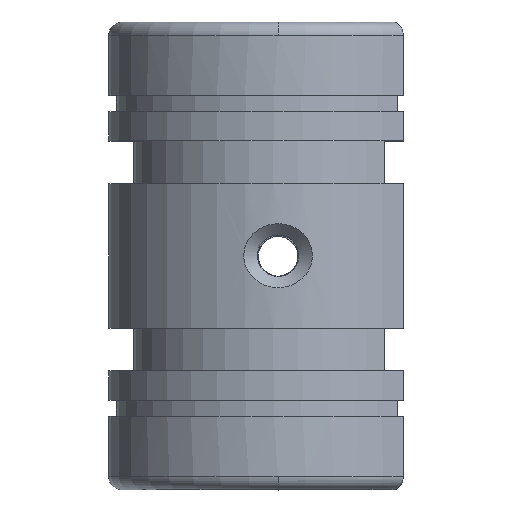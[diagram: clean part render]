
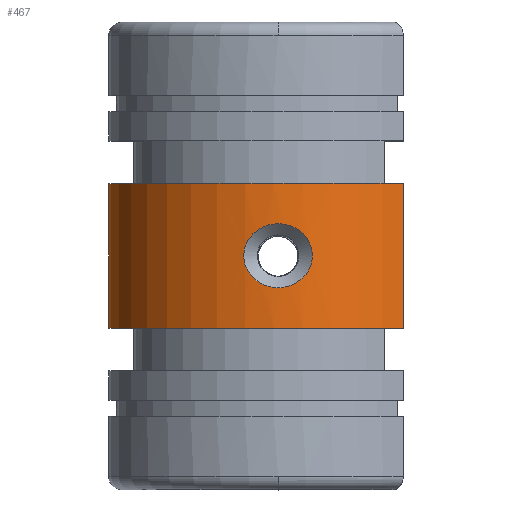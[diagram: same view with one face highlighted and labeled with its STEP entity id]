
A CAD part, top view. The second image highlights one B-rep face of the part: STEP entity #467.
In plain terms, the highlighted cylindrical face has radius 12.968 mm (diameter 25.936 mm), a partial arc.
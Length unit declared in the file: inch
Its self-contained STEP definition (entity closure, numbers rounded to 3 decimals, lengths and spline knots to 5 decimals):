
#383=CARTESIAN_POINT('',(0.,-0.16602,0.0));
#384=DIRECTION('',(0.,-1.0,0.0));
#385=DIRECTION('',(1.0,0.0,0.0));
#386=AXIS2_PLACEMENT_3D('',#383,#384,#385);
#387=CYLINDRICAL_SURFACE('',#386,0.51055);
#388=CARTESIAN_POINT('',(-0.51055,-0.38432,0.));
#389=VERTEX_POINT('',#388);
#390=CARTESIAN_POINT('',(-0.51055,0.05228,0.));
#391=VERTEX_POINT('',#390);
#392=CARTESIAN_POINT('',(-0.51055,-0.38432,0.));
#393=DIRECTION('',(0.0,1.0,0.0));
#394=VECTOR('',#393,0.4366);
#395=LINE('',#392,#394);
#396=EDGE_CURVE('',#389,#391,#395,.T.);
#397=ORIENTED_EDGE('',*,*,#396,.F.);
#398=CARTESIAN_POINT('',(0.37757,-0.38432,0.34366));
#399=VERTEX_POINT('',#398);
#400=CARTESIAN_POINT('',(0.,-0.38432,0.0));
#401=DIRECTION('',(0.0,-1.0,0.0));
#402=DIRECTION('',(1.0,0.0,0.0));
#403=AXIS2_PLACEMENT_3D('',#400,#401,#402);
#404=CIRCLE('',#403,0.51055);
#405=EDGE_CURVE('',#399,#389,#404,.T.);
#406=ORIENTED_EDGE('',*,*,#405,.F.);
#407=CARTESIAN_POINT('',(0.37757,0.05228,0.34366));
#408=VERTEX_POINT('',#407);
#409=CARTESIAN_POINT('',(0.37757,-0.38432,0.34366));
#410=DIRECTION('',(0.0,1.0,0.0));
#411=VECTOR('',#410,0.4366);
#412=LINE('',#409,#411);
#413=EDGE_CURVE('',#399,#408,#412,.T.);
#414=ORIENTED_EDGE('',*,*,#413,.T.);
#415=CARTESIAN_POINT('',(0.,0.05228,0.0));
#416=DIRECTION('',(0.0,-1.0,0.0));
#417=DIRECTION('',(1.0,0.0,0.0));
#418=AXIS2_PLACEMENT_3D('',#415,#416,#417);
#419=CIRCLE('',#418,0.51055);
#420=EDGE_CURVE('',#408,#391,#419,.T.);
#421=ORIENTED_EDGE('',*,*,#420,.T.);
#422=EDGE_LOOP('',(#397,#406,#414,#421));
#423=FACE_OUTER_BOUND('',#422,.T.);
#424=CARTESIAN_POINT('',(-0.10329,-0.16602,0.49999));
#425=VERTEX_POINT('',#424);
#426=CARTESIAN_POINT('',(-0.10329,-0.16602,0.49999));
#427=CARTESIAN_POINT('',(-0.10329,-0.15749,0.49999));
#428=CARTESIAN_POINT('',(-0.10247,-0.14877,0.50018));
#429=CARTESIAN_POINT('',(-0.09458,-0.12538,0.50173));
#430=CARTESIAN_POINT('',(-0.08743,-0.11268,0.50312));
#431=CARTESIAN_POINT('',(-0.06684,-0.0911,0.50626));
#432=CARTESIAN_POINT('',(-0.05361,-0.08251,0.5079));
#433=CARTESIAN_POINT('',(-0.02708,-0.072,0.51));
#434=CARTESIAN_POINT('',(-0.01353,-0.0696,0.51055));
#435=CARTESIAN_POINT('',(0.01353,-0.0696,0.51055));
#436=CARTESIAN_POINT('',(0.02707,-0.07211,0.50999));
#437=CARTESIAN_POINT('',(0.05203,-0.08177,0.50805));
#438=CARTESIAN_POINT('',(0.06344,-0.0889,0.50668));
#439=CARTESIAN_POINT('',(0.08252,-0.10668,0.50393));
#440=CARTESIAN_POINT('',(0.09018,-0.11733,0.50255));
#441=CARTESIAN_POINT('',(0.10058,-0.14069,0.50057));
#442=CARTESIAN_POINT('',(0.10329,-0.15336,0.49999));
#443=CARTESIAN_POINT('',(0.10329,-0.17868,0.49999));
#444=CARTESIAN_POINT('',(0.10058,-0.19136,0.50057));
#445=CARTESIAN_POINT('',(0.09018,-0.21472,0.50255));
#446=CARTESIAN_POINT('',(0.08252,-0.22537,0.50393));
#447=CARTESIAN_POINT('',(0.06344,-0.24315,0.50668));
#448=CARTESIAN_POINT('',(0.05203,-0.25027,0.50805));
#449=CARTESIAN_POINT('',(0.02707,-0.25993,0.50999));
#450=CARTESIAN_POINT('',(0.01353,-0.26245,0.51055));
#451=CARTESIAN_POINT('',(-0.01353,-0.26245,0.51055));
#452=CARTESIAN_POINT('',(-0.02708,-0.26005,0.51));
#453=CARTESIAN_POINT('',(-0.05029,-0.25085,0.50816));
#454=CARTESIAN_POINT('',(-0.06021,-0.24513,0.50706));
#455=CARTESIAN_POINT('',(-0.07543,-0.23241,0.50499));
#456=CARTESIAN_POINT('',(-0.0812,-0.22615,0.50407));
#457=CARTESIAN_POINT('',(-0.09294,-0.20974,0.50207));
#458=CARTESIAN_POINT('',(-0.09762,-0.199,0.50114));
#459=CARTESIAN_POINT('',(-0.10269,-0.18023,0.50012));
#460=CARTESIAN_POINT('',(-0.10329,-0.17322,0.49999));
#461=CARTESIAN_POINT('',(-0.10329,-0.16602,0.49999));
#462=B_SPLINE_CURVE_WITH_KNOTS('',3,(#426,#427,#428,#429,#430,#431,#432,#433,#434,#435,#436,#437,#438,#439,#440,#441,#442,#443,#444,#445,#446,#447,#448,#449,#450,#451,#452,#453,#454,#455,#456,#457,#458,#459,#460,#461),.UNSPECIFIED.,.T.,.U.,(4,2,2,2,2,2,2,2,2,2,2,2,2,2,2,2,2,4),(0.0,0.09531,0.19062,0.28593,0.38125,0.47656,0.57187,0.66718,0.76249,0.8578,0.95311,1.04842,1.14374,1.23905,1.31053,1.36414,1.44456,1.52498),.UNSPECIFIED.);
#463=EDGE_CURVE('',#425,#425,#462,.F.);
#464=ORIENTED_EDGE('',*,*,#463,.F.);
#465=EDGE_LOOP('',(#464));
#466=FACE_BOUND('',#465,.T.);
#467=ADVANCED_FACE('',(#423,#466),#387,.T.);
